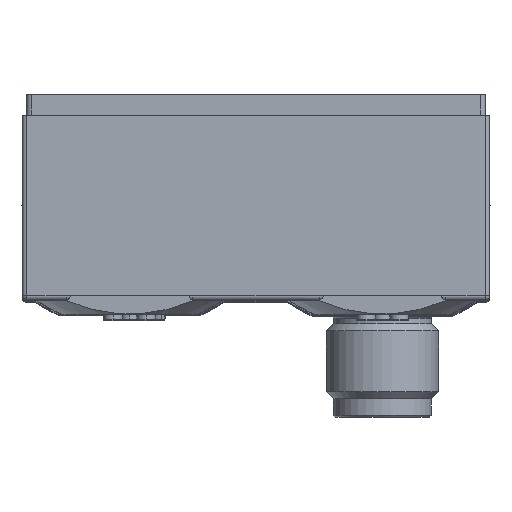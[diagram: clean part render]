
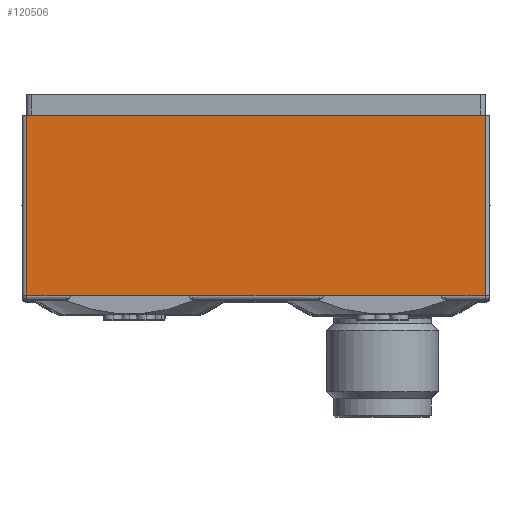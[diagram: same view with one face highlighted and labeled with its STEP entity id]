
A CAD part, top view. The second image highlights one B-rep face of the part: STEP entity #120506.
In plain terms, the highlighted face is planar.
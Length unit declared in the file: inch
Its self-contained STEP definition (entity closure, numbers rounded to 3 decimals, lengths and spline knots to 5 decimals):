
#1209 = PLANE ( 'NONE',  #100916 ) ;
#3409 = VECTOR ( 'NONE', #8228, 39.37008 ) ;
#3667 = VERTEX_POINT ( 'NONE', #4227 ) ;
#4227 = CARTESIAN_POINT ( 'NONE',  ( 1.90945, 0.08661, -0.01969 ) ) ;
#8228 = DIRECTION ( 'NONE',  ( 1., 0., 0. ) ) ;
#8231 = VERTEX_POINT ( 'NONE', #119380 ) ;
#8870 = CARTESIAN_POINT ( 'NONE',  ( 1.22726, 0.84646, -0.01969 ) ) ;
#12795 = EDGE_CURVE ( 'NONE', #51506, #8231, #48328, .T. ) ;
#14210 = CARTESIAN_POINT ( 'NONE',  ( -0.01969, 0., -0.01969 ) ) ;
#16175 = VERTEX_POINT ( 'NONE', #110895 ) ;
#17540 = VECTOR ( 'NONE', #86858, 39.37008 ) ;
#26885 = VECTOR ( 'NONE', #112227, 39.37008 ) ;
#28497 = EDGE_CURVE ( 'NONE', #115094, #104455, #68502, .T. ) ;
#29433 = DIRECTION ( 'NONE',  ( 0., 1., 0. ) ) ;
#29553 = LINE ( 'NONE', #93463, #83416 ) ;
#33429 = EDGE_CURVE ( 'NONE', #8231, #3667, #29553, .T. ) ;
#39434 = DIRECTION ( 'NONE',  ( 0., 0., -1. ) ) ;
#40427 = ORIENTED_EDGE ( 'NONE', *, *, #28497, .T. ) ;
#42535 = VECTOR ( 'NONE', #122314, 39.37008 ) ;
#44300 = ORIENTED_EDGE ( 'NONE', *, *, #47914, .T. ) ;
#45650 = VECTOR ( 'NONE', #87782, 39.37008 ) ;
#47411 = CARTESIAN_POINT ( 'NONE',  ( -0.03937, 0.84646, -0.01969 ) ) ;
#47914 = EDGE_CURVE ( 'NONE', #3667, #48900, #54686, .T. ) ;
#48328 = LINE ( 'NONE', #87146, #45650 ) ;
#48900 = VERTEX_POINT ( 'NONE', #113489 ) ;
#51506 = VERTEX_POINT ( 'NONE', #111627 ) ;
#54686 = LINE ( 'NONE', #74078, #26885 ) ;
#57338 = EDGE_CURVE ( 'NONE', #80456, #115094, #104075, .T. ) ;
#59270 = EDGE_CURVE ( 'NONE', #16175, #80456, #95616, .T. ) ;
#61769 = DIRECTION ( 'NONE',  ( 1., 0., 0. ) ) ;
#65171 = FACE_OUTER_BOUND ( 'NONE', #71728, .T. ) ;
#68493 = ORIENTED_EDGE ( 'NONE', *, *, #109393, .T. ) ;
#68502 = LINE ( 'NONE', #106059, #101233 ) ;
#69209 = ORIENTED_EDGE ( 'NONE', *, *, #57338, .T. ) ;
#71728 = EDGE_LOOP ( 'NONE', ( #44300, #72693, #86309, #69209, #40427, #68493, #94306, #72907 ) ) ;
#71782 = CARTESIAN_POINT ( 'NONE',  ( 0.66251, 0.84646, -0.01969 ) ) ;
#72693 = ORIENTED_EDGE ( 'NONE', *, *, #84329, .T. ) ;
#72907 = ORIENTED_EDGE ( 'NONE', *, *, #33429, .T. ) ;
#74078 = CARTESIAN_POINT ( 'NONE',  ( 0.94488, 0.08661, -0.01969 ) ) ;
#76538 = DIRECTION ( 'NONE',  ( 0., -1., 0. ) ) ;
#77137 = CARTESIAN_POINT ( 'NONE',  ( 0.45276, 0.84646, -0.01969 ) ) ;
#78526 = DIRECTION ( 'NONE',  ( 1., 0., 0. ) ) ;
#80030 = LINE ( 'NONE', #14210, #42535 ) ;
#80456 = VERTEX_POINT ( 'NONE', #81294 ) ;
#81294 = CARTESIAN_POINT ( 'NONE',  ( 0.16426, 0.84646, -0.01969 ) ) ;
#83416 = VECTOR ( 'NONE', #76538, 39.37008 ) ;
#84329 = EDGE_CURVE ( 'NONE', #48900, #16175, #80030, .T. ) ;
#86309 = ORIENTED_EDGE ( 'NONE', *, *, #59270, .T. ) ;
#86858 = DIRECTION ( 'NONE',  ( 1., 0., 0. ) ) ;
#87146 = CARTESIAN_POINT ( 'NONE',  ( -0.03937, 0.84646, -0.01969 ) ) ;
#87782 = DIRECTION ( 'NONE',  ( 1., 0., 0. ) ) ;
#89931 = CARTESIAN_POINT ( 'NONE',  ( 0.45276, 0.84646, -0.01969 ) ) ;
#93463 = CARTESIAN_POINT ( 'NONE',  ( 1.90945, 0., -0.01969 ) ) ;
#94306 = ORIENTED_EDGE ( 'NONE', *, *, #12795, .T. ) ;
#95616 = LINE ( 'NONE', #47411, #17540 ) ;
#100916 = AXIS2_PLACEMENT_3D ( 'NONE', #115820, #39434, #29433 ) ;
#101233 = VECTOR ( 'NONE', #78526, 39.37008 ) ;
#104075 = LINE ( 'NONE', #77137, #3409 ) ;
#104455 = VERTEX_POINT ( 'NONE', #8870 ) ;
#106059 = CARTESIAN_POINT ( 'NONE',  ( -0.03937, 0.84646, -0.01969 ) ) ;
#109393 = EDGE_CURVE ( 'NONE', #104455, #51506, #116839, .T. ) ;
#110895 = CARTESIAN_POINT ( 'NONE',  ( -0.01969, 0.84646, -0.01969 ) ) ;
#111627 = CARTESIAN_POINT ( 'NONE',  ( 1.7255, 0.84646, -0.01969 ) ) ;
#112035 = VECTOR ( 'NONE', #61769, 39.37008 ) ;
#112227 = DIRECTION ( 'NONE',  ( -1., 0., 0. ) ) ;
#113489 = CARTESIAN_POINT ( 'NONE',  ( -0.01969, 0.08661, -0.01969 ) ) ;
#115094 = VERTEX_POINT ( 'NONE', #71782 ) ;
#115820 = CARTESIAN_POINT ( 'NONE',  ( -0.03937, 0., -0.01969 ) ) ;
#116839 = LINE ( 'NONE', #89931, #112035 ) ;
#119380 = CARTESIAN_POINT ( 'NONE',  ( 1.90945, 0.84646, -0.01969 ) ) ;
#120506 = ADVANCED_FACE ( 'NONE', ( #65171 ), #1209, .T. ) ;
#122314 = DIRECTION ( 'NONE',  ( 0., 1., 0. ) ) ;
